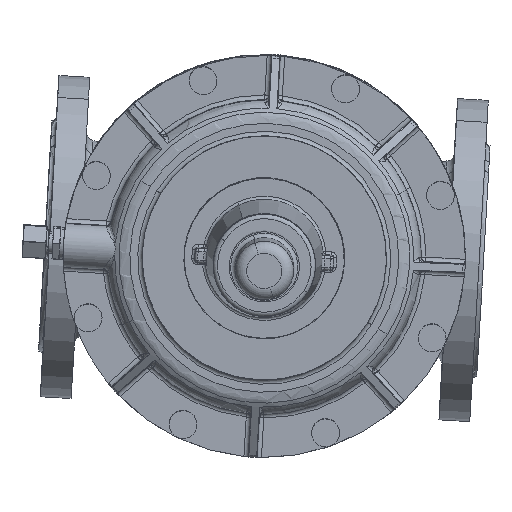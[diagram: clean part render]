
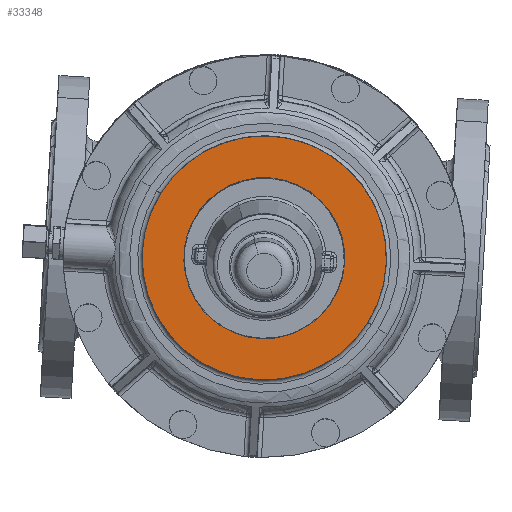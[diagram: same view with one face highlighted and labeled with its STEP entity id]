
A CAD part, top view. The second image highlights one B-rep face of the part: STEP entity #33348.
In plain terms, the highlighted face is planar.
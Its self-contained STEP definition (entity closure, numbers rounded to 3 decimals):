
#33284=DIRECTION('Axis2P3D Direction',(0.,0.,1.)) ;
#33285=DIRECTION('Axis2P3D XDirection',(1.,0.,0.)) ;
#33289=DIRECTION('Axis2P3D Direction',(0.,0.,1.)) ;
#33298=DIRECTION('Axis2P3D Direction',(0.,0.,1.)) ;
#33305=DIRECTION('Axis2P3D Direction',(0.,0.,1.)) ;
#33312=DIRECTION('Axis2P3D Direction',(0.,0.,1.)) ;
#33323=DIRECTION('Axis2P3D Direction',(0.,0.,1.)) ;
#33332=DIRECTION('Axis2P3D Direction',(0.,0.,1.)) ;
#33339=DIRECTION('Axis2P3D Direction',(0.,0.,1.)) ;
#33283=CARTESIAN_POINT('Axis2P3D Location',(83.5,0.,222.)) ;
#33288=CARTESIAN_POINT('Axis2P3D Location',(0.,0.,222.)) ;
#33292=CARTESIAN_POINT('Vertex',(-73.278,-40.032,222.)) ;
#33294=CARTESIAN_POINT('Vertex',(73.278,-40.032,222.)) ;
#33297=CARTESIAN_POINT('Axis2P3D Location',(0.,0.,222.)) ;
#33301=CARTESIAN_POINT('Vertex',(73.278,40.032,222.)) ;
#33304=CARTESIAN_POINT('Axis2P3D Location',(0.,0.,222.)) ;
#33308=CARTESIAN_POINT('Vertex',(-73.278,40.032,222.)) ;
#33311=CARTESIAN_POINT('Axis2P3D Location',(0.,0.,222.)) ;
#33322=CARTESIAN_POINT('Axis2P3D Location',(0.,0.,222.)) ;
#33326=CARTESIAN_POINT('Vertex',(26.129,-47.828,222.)) ;
#33328=CARTESIAN_POINT('Vertex',(-26.129,47.828,222.)) ;
#33331=CARTESIAN_POINT('Axis2P3D Location',(0.,0.,222.)) ;
#33335=CARTESIAN_POINT('Vertex',(20.212,-50.613,222.)) ;
#33338=CARTESIAN_POINT('Axis2P3D Location',(0.,0.,222.)) ;
#33286=AXIS2_PLACEMENT_3D('Plane Axis2P3D',#33283,#33284,#33285) ;
#33290=AXIS2_PLACEMENT_3D('Circle Axis2P3D',#33288,#33289,$) ;
#33299=AXIS2_PLACEMENT_3D('Circle Axis2P3D',#33297,#33298,$) ;
#33306=AXIS2_PLACEMENT_3D('Circle Axis2P3D',#33304,#33305,$) ;
#33313=AXIS2_PLACEMENT_3D('Circle Axis2P3D',#33311,#33312,$) ;
#33324=AXIS2_PLACEMENT_3D('Circle Axis2P3D',#33322,#33323,$) ;
#33333=AXIS2_PLACEMENT_3D('Circle Axis2P3D',#33331,#33332,$) ;
#33340=AXIS2_PLACEMENT_3D('Circle Axis2P3D',#33338,#33339,$) ;
#33347=FACE_BOUND('',#33343,.T.) ;
#33296=EDGE_CURVE('',#33293,#33295,#33291,.T.) ;
#33303=EDGE_CURVE('',#33295,#33302,#33300,.T.) ;
#33310=EDGE_CURVE('',#33302,#33309,#33307,.T.) ;
#33315=EDGE_CURVE('',#33309,#33293,#33314,.T.) ;
#33330=EDGE_CURVE('',#33327,#33329,#33325,.T.) ;
#33337=EDGE_CURVE('',#33336,#33327,#33334,.T.) ;
#33342=EDGE_CURVE('',#33329,#33336,#33341,.T.) ;
#33287=PLANE('Plane',#33286) ;
#33317=ORIENTED_EDGE('',*,*,#33296,.T.) ;
#33318=ORIENTED_EDGE('',*,*,#33303,.T.) ;
#33319=ORIENTED_EDGE('',*,*,#33310,.T.) ;
#33320=ORIENTED_EDGE('',*,*,#33315,.T.) ;
#33344=ORIENTED_EDGE('',*,*,#33330,.F.) ;
#33345=ORIENTED_EDGE('',*,*,#33337,.F.) ;
#33346=ORIENTED_EDGE('',*,*,#33342,.F.) ;
#33348=ADVANCED_FACE('Brep With Voids',(#33321,#33347),#33287,.T.) ;
#33291=CIRCLE('generated circle',#33290,83.5) ;
#33300=CIRCLE('generated circle',#33299,83.5) ;
#33307=CIRCLE('generated circle',#33306,83.5) ;
#33314=CIRCLE('generated circle',#33313,83.5) ;
#33325=CIRCLE('generated circle',#33324,54.5) ;
#33334=CIRCLE('generated circle',#33333,54.5) ;
#33341=CIRCLE('generated circle',#33340,54.5) ;
#33293=VERTEX_POINT('',#33292) ;
#33295=VERTEX_POINT('',#33294) ;
#33302=VERTEX_POINT('',#33301) ;
#33309=VERTEX_POINT('',#33308) ;
#33327=VERTEX_POINT('',#33326) ;
#33329=VERTEX_POINT('',#33328) ;
#33336=VERTEX_POINT('',#33335) ;
#33316=EDGE_LOOP('',(#33317,#33318,#33319,#33320)) ;
#33343=EDGE_LOOP('',(#33344,#33345,#33346)) ;
#33321=FACE_OUTER_BOUND('',#33316,.T.) ;
